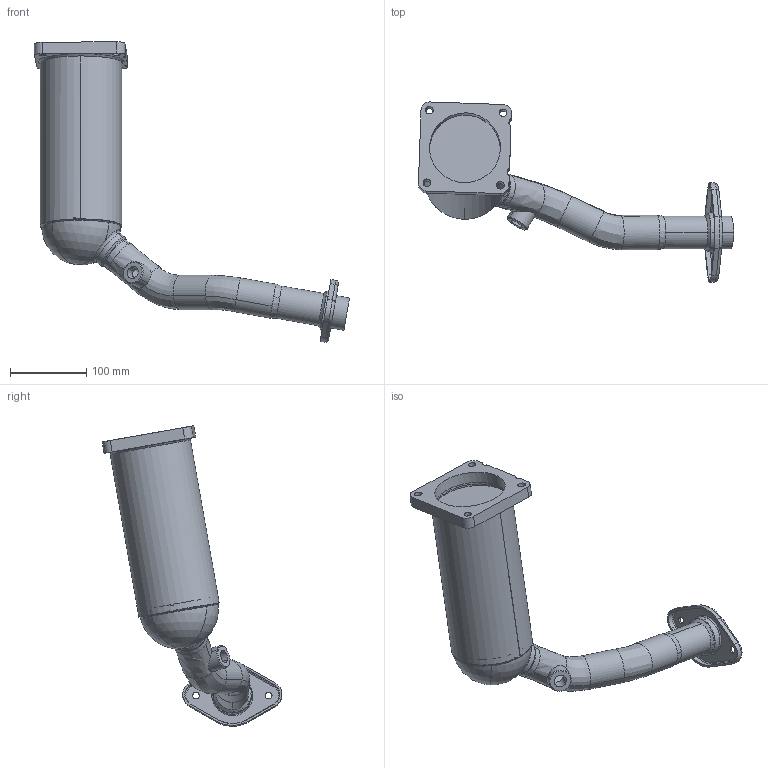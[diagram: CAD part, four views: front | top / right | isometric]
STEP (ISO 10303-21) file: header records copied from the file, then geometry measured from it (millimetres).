
FILE_DESCRIPTION(('CATIA V5 STEP Exchange'),'2;1');
FILE_NAME('9658995080-00.stp','2018-01-14T18:32:09+00:00',('none'),('none'),'CATIA Version 5 Release 21 GA (IN-10)','CATIA V5 STEP AP203','none');
FILE_SCHEMA(('CONFIG_CONTROL_DESIGN'));
Length unit declared in the file: millimetre
Products named in the file (1): 9658995080-00
Bounding box: 412.25 x 235.03 x 393.05 mm (x, y, z)
Volume: 1855304.3 mm3; surface area: 428785.3 mm2
Topology: 12 solids, 12 shells, 200 faces, 492 edges, 304 vertices
Faces by surface type: cylinder 93, bspline 46, plane 37, cone 12, sphere 12
Entity records: 8849 total; most frequent: CARTESIAN_POINT 4600, ORIENTED_EDGE 968, DIRECTION 616, EDGE_CURVE 484, AXIS2_PLACEMENT_3D 317, VERTEX_POINT 304, EDGE_LOOP 230, ADVANCED_FACE 200
